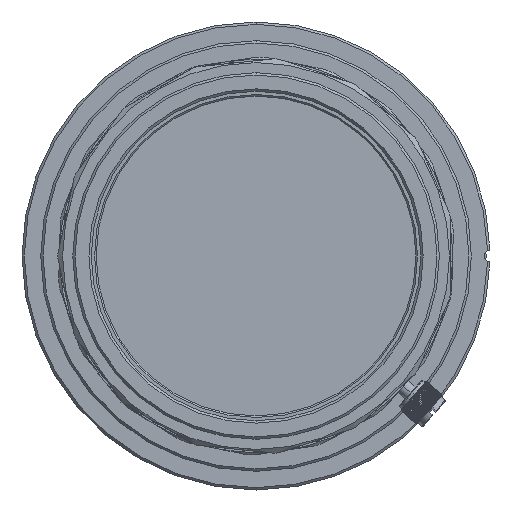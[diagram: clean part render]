
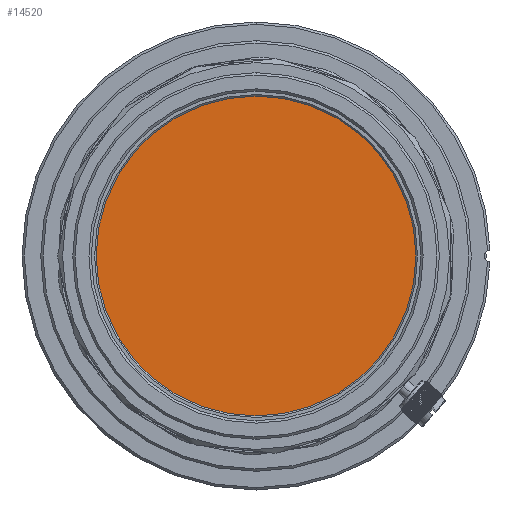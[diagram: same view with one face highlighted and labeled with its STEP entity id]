
A CAD part, left-side view. The second image highlights one B-rep face of the part: STEP entity #14520.
In plain terms, the highlighted planar face has unit normal (-1, 0, 0).
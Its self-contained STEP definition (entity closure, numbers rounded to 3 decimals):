
#472 = ORIENTED_EDGE ( 'NONE', *, *, #9778, .T. ) ;
#1381 = CARTESIAN_POINT ( 'NONE',  ( -40.8, 19.75, 0. ) ) ;
#3359 = CIRCLE ( 'NONE', #5203, 21.1 ) ;
#3376 = DIRECTION ( 'NONE',  ( -1., 0., 0. ) ) ;
#3470 = CARTESIAN_POINT ( 'NONE',  ( -40.8, 0., 0. ) ) ;
#4246 = CARTESIAN_POINT ( 'NONE',  ( -40.8, 0., 0. ) ) ;
#5203 = AXIS2_PLACEMENT_3D ( 'NONE', #3470, #3376, #12034 ) ;
#9553 = VERTEX_POINT ( 'NONE', #21571 ) ;
#9778 = EDGE_CURVE ( 'NONE', #25592, #9553, #3359, .T. ) ;
#11799 = PLANE ( 'NONE',  #17574 ) ;
#11842 = CIRCLE ( 'NONE', #19913, 21.1 ) ;
#11903 = EDGE_LOOP ( 'NONE', ( #17531, #472 ) ) ;
#12034 = DIRECTION ( 'NONE',  ( 0., 0., 1. ) ) ;
#12147 = EDGE_CURVE ( 'NONE', #9553, #25592, #11842, .T. ) ;
#13062 = CARTESIAN_POINT ( 'NONE',  ( -40.8, 0., -21.1 ) ) ;
#14520 = ADVANCED_FACE ( 'NONE', ( #26303 ), #11799, .F. ) ;
#17531 = ORIENTED_EDGE ( 'NONE', *, *, #12147, .T. ) ;
#17574 = AXIS2_PLACEMENT_3D ( 'NONE', #1381, #26580, #17979 ) ;
#17979 = DIRECTION ( 'NONE',  ( 0., 0., -1. ) ) ;
#19913 = AXIS2_PLACEMENT_3D ( 'NONE', #4246, #21146, #27330 ) ;
#21146 = DIRECTION ( 'NONE',  ( -1., 0., 0. ) ) ;
#21571 = CARTESIAN_POINT ( 'NONE',  ( -40.8, 0., 21.1 ) ) ;
#25592 = VERTEX_POINT ( 'NONE', #13062 ) ;
#26303 = FACE_OUTER_BOUND ( 'NONE', #11903, .T. ) ;
#26580 = DIRECTION ( 'NONE',  ( 1., 0., 0. ) ) ;
#27330 = DIRECTION ( 'NONE',  ( 0., 0., 1. ) ) ;
